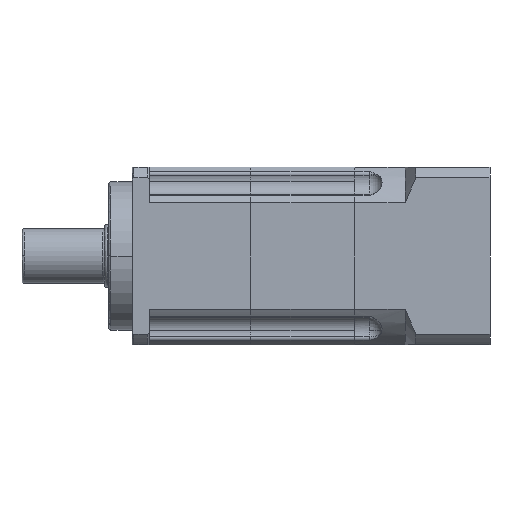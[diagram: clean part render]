
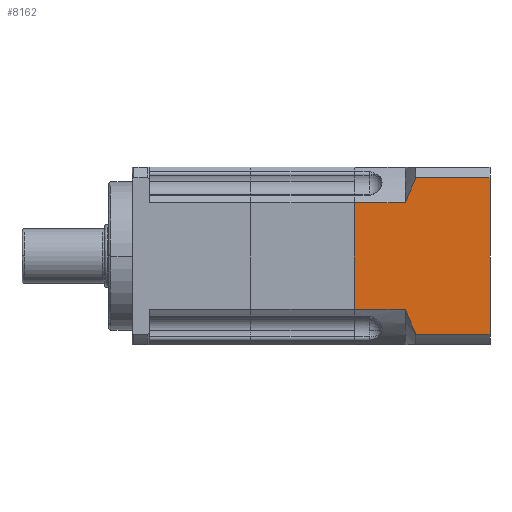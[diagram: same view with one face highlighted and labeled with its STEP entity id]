
A CAD part, front view. The second image highlights one B-rep face of the part: STEP entity #8162.
In plain terms, the highlighted planar face has unit normal (0, -1, 0).
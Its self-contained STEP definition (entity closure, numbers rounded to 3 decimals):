
#15 = CARTESIAN_POINT ( 'NONE',  ( 12.738, -21., 14.627 ) ) ;
#444 = DIRECTION ( 'NONE',  ( 0., 0., -1. ) ) ;
#799 = ORIENTED_EDGE ( 'NONE', *, *, #17174, .T. ) ;
#1521 = CARTESIAN_POINT ( 'NONE',  ( -31., -21., -12.619 ) ) ;
#1593 = B_SPLINE_CURVE_WITH_KNOTS ( 'NONE', 3,
 ( #17150, #10049, #15, #14996 ),
 .UNSPECIFIED., .F., .F.,
 ( 4, 4 ),
 ( 0., 0.006 ),
 .UNSPECIFIED. ) ;
#1656 = CARTESIAN_POINT ( 'NONE',  ( 32., -21., 18.52 ) ) ;
#1730 = ORIENTED_EDGE ( 'NONE', *, *, #16415, .T. ) ;
#1984 = ORIENTED_EDGE ( 'NONE', *, *, #11943, .T. ) ;
#3143 = VERTEX_POINT ( 'NONE', #21826 ) ;
#3228 = EDGE_CURVE ( 'NONE', #21619, #14303, #3233, .T. ) ;
#3233 = LINE ( 'NONE', #10113, #11362 ) ;
#3840 = DIRECTION ( 'NONE',  ( 0., -1., 0. ) ) ;
#3866 = VECTOR ( 'NONE', #13272, 1000. ) ;
#4587 = EDGE_CURVE ( 'NONE', #6488, #11184, #18938, .T. ) ;
#4635 = VECTOR ( 'NONE', #18764, 1000. ) ;
#4900 = EDGE_CURVE ( 'NONE', #3143, #6488, #10418, .T. ) ;
#5446 = CARTESIAN_POINT ( 'NONE',  ( 14.5, -21., 18.52 ) ) ;
#5570 = VERTEX_POINT ( 'NONE', #5446 ) ;
#6169 = EDGE_CURVE ( 'NONE', #11184, #17295, #8280, .T. ) ;
#6404 = LINE ( 'NONE', #10234, #3866 ) ;
#6488 = VERTEX_POINT ( 'NONE', #19654 ) ;
#7716 = CARTESIAN_POINT ( 'NONE',  ( 14.5, -21., -18.52 ) ) ;
#8064 = EDGE_CURVE ( 'NONE', #5570, #21619, #1593, .T. ) ;
#8162 = ADVANCED_FACE ( 'NONE', ( #19389 ), #15575, .T. ) ;
#8280 = LINE ( 'NONE', #15166, #16205 ) ;
#8526 = DIRECTION ( 'NONE',  ( -1., 0., 0. ) ) ;
#8684 = CARTESIAN_POINT ( 'NONE',  ( -31., -21., 18.52 ) ) ;
#9004 = CARTESIAN_POINT ( 'NONE',  ( 0., -21., 18.52 ) ) ;
#9416 = CARTESIAN_POINT ( 'NONE',  ( 12.738, -21., -14.627 ) ) ;
#9772 = VERTEX_POINT ( 'NONE', #1656 ) ;
#9893 = CARTESIAN_POINT ( 'NONE',  ( 14.5, -21., -18.52 ) ) ;
#10049 = CARTESIAN_POINT ( 'NONE',  ( 13.587, -21., 16.587 ) ) ;
#10113 = CARTESIAN_POINT ( 'NONE',  ( -31., -21., 12.619 ) ) ;
#10234 = CARTESIAN_POINT ( 'NONE',  ( 32., -21., 18.52 ) ) ;
#10418 = LINE ( 'NONE', #1521, #4635 ) ;
#10922 = CARTESIAN_POINT ( 'NONE',  ( 32., -21., -18.52 ) ) ;
#11081 = VECTOR ( 'NONE', #17145, 1000. ) ;
#11184 = VERTEX_POINT ( 'NONE', #9893 ) ;
#11362 = VECTOR ( 'NONE', #8526, 1000. ) ;
#11943 = EDGE_CURVE ( 'NONE', #14303, #3143, #17588, .T. ) ;
#12537 = ORIENTED_EDGE ( 'NONE', *, *, #6169, .T. ) ;
#12658 = CARTESIAN_POINT ( 'NONE',  ( 0., -21., 12.619 ) ) ;
#13272 = DIRECTION ( 'NONE',  ( 0., 0., 1. ) ) ;
#13753 = ORIENTED_EDGE ( 'NONE', *, *, #4587, .T. ) ;
#14303 = VERTEX_POINT ( 'NONE', #12658 ) ;
#14996 = CARTESIAN_POINT ( 'NONE',  ( 12., -21., 12.619 ) ) ;
#15166 = CARTESIAN_POINT ( 'NONE',  ( -31., -21., -18.52 ) ) ;
#15261 = ORIENTED_EDGE ( 'NONE', *, *, #3228, .T. ) ;
#15575 = PLANE ( 'NONE',  #20552 ) ;
#16205 = VECTOR ( 'NONE', #16521, 1000. ) ;
#16252 = ORIENTED_EDGE ( 'NONE', *, *, #8064, .T. ) ;
#16415 = EDGE_CURVE ( 'NONE', #17295, #9772, #6404, .T. ) ;
#16521 = DIRECTION ( 'NONE',  ( 1., 0., 0. ) ) ;
#16661 = EDGE_LOOP ( 'NONE', ( #13753, #12537, #1730, #799, #16252, #15261, #1984, #21674 ) ) ;
#17145 = DIRECTION ( 'NONE',  ( -1., 0., 0. ) ) ;
#17150 = CARTESIAN_POINT ( 'NONE',  ( 14.5, -21., 18.52 ) ) ;
#17174 = EDGE_CURVE ( 'NONE', #9772, #5570, #18717, .T. ) ;
#17295 = VERTEX_POINT ( 'NONE', #10922 ) ;
#17588 = LINE ( 'NONE', #9004, #18831 ) ;
#18606 = CARTESIAN_POINT ( 'NONE',  ( -31., -21., 18.52 ) ) ;
#18717 = LINE ( 'NONE', #18606, #11081 ) ;
#18764 = DIRECTION ( 'NONE',  ( 1., 0., 0. ) ) ;
#18831 = VECTOR ( 'NONE', #444, 1000. ) ;
#18938 = B_SPLINE_CURVE_WITH_KNOTS ( 'NONE', 3,
 ( #19340, #9416, #19566, #7716 ),
 .UNSPECIFIED., .F., .F.,
 ( 4, 4 ),
 ( 0., 0.006 ),
 .UNSPECIFIED. ) ;
#19340 = CARTESIAN_POINT ( 'NONE',  ( 12., -21., -12.619 ) ) ;
#19389 = FACE_OUTER_BOUND ( 'NONE', #16661, .T. ) ;
#19566 = CARTESIAN_POINT ( 'NONE',  ( 13.587, -21., -16.587 ) ) ;
#19654 = CARTESIAN_POINT ( 'NONE',  ( 12., -21., -12.619 ) ) ;
#20100 = CARTESIAN_POINT ( 'NONE',  ( 12., -21., 12.619 ) ) ;
#20552 = AXIS2_PLACEMENT_3D ( 'NONE', #8684, #3840, #20863 ) ;
#20863 = DIRECTION ( 'NONE',  ( 0., 0., -1. ) ) ;
#21619 = VERTEX_POINT ( 'NONE', #20100 ) ;
#21674 = ORIENTED_EDGE ( 'NONE', *, *, #4900, .T. ) ;
#21826 = CARTESIAN_POINT ( 'NONE',  ( 0., -21., -12.619 ) ) ;
